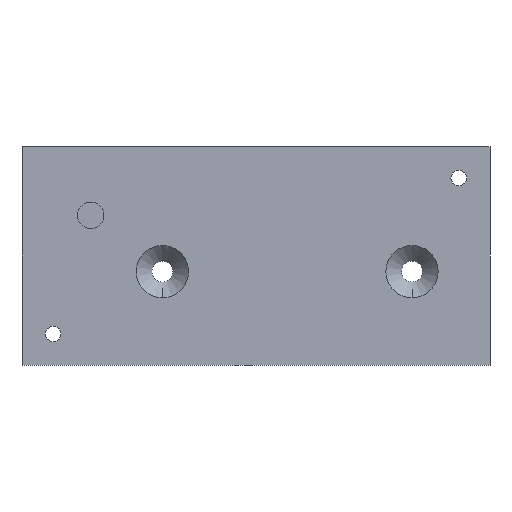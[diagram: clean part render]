
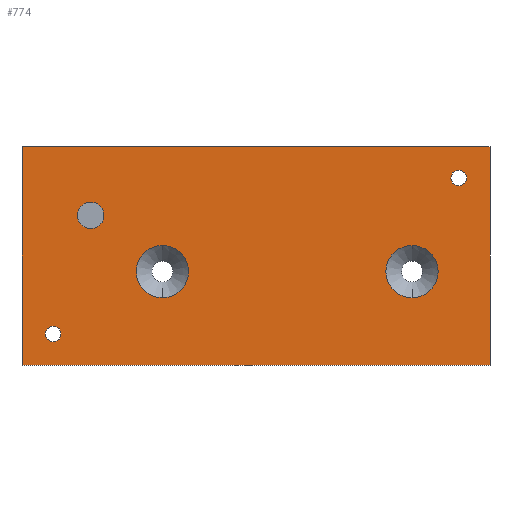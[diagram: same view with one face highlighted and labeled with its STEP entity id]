
A CAD part, front view. The second image highlights one B-rep face of the part: STEP entity #774.
In plain terms, the highlighted planar face has unit normal (0, -1, 0).
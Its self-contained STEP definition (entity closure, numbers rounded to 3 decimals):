
#12 = VERTEX_POINT ( 'NONE', #902 ) ;
#48 = VERTEX_POINT ( 'NONE', #1249 ) ;
#78 = ORIENTED_EDGE ( 'NONE', *, *, #93, .T. ) ;
#93 = EDGE_CURVE ( 'NONE', #649, #776, #1605, .T. ) ;
#120 = EDGE_CURVE ( 'NONE', #3008, #211, #1933, .T. ) ;
#126 = EDGE_CURVE ( 'NONE', #2608, #12, #1986, .T. ) ;
#129 = EDGE_LOOP ( 'NONE', ( #78, #447 ) ) ;
#135 = ORIENTED_EDGE ( 'NONE', *, *, #144, .F. ) ;
#144 = EDGE_CURVE ( 'NONE', #223, #162, #2194, .T. ) ;
#158 = ORIENTED_EDGE ( 'NONE', *, *, #501, .F. ) ;
#162 = VERTEX_POINT ( 'NONE', #2310 ) ;
#170 = VERTEX_POINT ( 'NONE', #2343 ) ;
#211 = VERTEX_POINT ( 'NONE', #2567 ) ;
#223 = VERTEX_POINT ( 'NONE', #2636 ) ;
#243 = EDGE_CURVE ( 'NONE', #576, #685, #2747, .T. ) ;
#277 = EDGE_LOOP ( 'NONE', ( #302, #158 ) ) ;
#278 = EDGE_CURVE ( 'NONE', #211, #223, #2870, .T. ) ;
#302 = ORIENTED_EDGE ( 'NONE', *, *, #313, .F. ) ;
#313 = EDGE_CURVE ( 'NONE', #48, #569, #1764, .T. ) ;
#354 = EDGE_LOOP ( 'NONE', ( #886, #1182 ) ) ;
#432 = EDGE_CURVE ( 'NONE', #170, #2315, #1029, .T. ) ;
#447 = ORIENTED_EDGE ( 'NONE', *, *, #452, .T. ) ;
#452 = EDGE_CURVE ( 'NONE', #776, #649, #1109, .T. ) ;
#454 = ORIENTED_EDGE ( 'NONE', *, *, #460, .T. ) ;
#460 = EDGE_CURVE ( 'NONE', #12, #2608, #1162, .T. ) ;
#463 = EDGE_LOOP ( 'NONE', ( #3052, #454 ) ) ;
#501 = EDGE_CURVE ( 'NONE', #569, #48, #1278, .T. ) ;
#540 = ORIENTED_EDGE ( 'NONE', *, *, #278, .F. ) ;
#569 = VERTEX_POINT ( 'NONE', #1505 ) ;
#576 = VERTEX_POINT ( 'NONE', #1537 ) ;
#642 = EDGE_LOOP ( 'NONE', ( #1920, #1687 ) ) ;
#649 = VERTEX_POINT ( 'NONE', #1879 ) ;
#685 = VERTEX_POINT ( 'NONE', #2070 ) ;
#774 = ADVANCED_FACE ( 'NONE', ( #2538, #2539, #2540, #2541, #2542, #2543 ), #2562, .F. ) ;
#776 = VERTEX_POINT ( 'NONE', #2568 ) ;
#886 = ORIENTED_EDGE ( 'NONE', *, *, #432, .T. ) ;
#901 = CARTESIAN_POINT ( 'NONE',  ( -65., 0., -22.5 ) ) ;
#902 = CARTESIAN_POINT ( 'NONE',  ( -65., 0., -27.5 ) ) ;
#1029 = CIRCLE ( 'NONE', #1034, 8.375 ) ;
#1034 = AXIS2_PLACEMENT_3D ( 'NONE', #1035, #1036, #1037 ) ;
#1035 = CARTESIAN_POINT ( 'NONE',  ( 50., 0., -5. ) ) ;
#1036 = DIRECTION ( 'NONE',  ( 0., 1., 0. ) ) ;
#1037 = DIRECTION ( 'NONE',  ( 0., 0., 1. ) ) ;
#1063 = CIRCLE ( 'NONE', #1064, 8.375 ) ;
#1064 = AXIS2_PLACEMENT_3D ( 'NONE', #1065, #1066, #1067 ) ;
#1065 = CARTESIAN_POINT ( 'NONE',  ( -30., 0., -5. ) ) ;
#1066 = DIRECTION ( 'NONE',  ( 0., 1., 0. ) ) ;
#1067 = DIRECTION ( 'NONE',  ( 0., 0., 1. ) ) ;
#1109 = CIRCLE ( 'NONE', #1114, 2.5 ) ;
#1114 = AXIS2_PLACEMENT_3D ( 'NONE', #1115, #1116, #1117 ) ;
#1115 = CARTESIAN_POINT ( 'NONE',  ( 65., 0., 25. ) ) ;
#1116 = DIRECTION ( 'NONE',  ( 0., 1., 0. ) ) ;
#1117 = DIRECTION ( 'NONE',  ( 0., 0., 1. ) ) ;
#1162 = CIRCLE ( 'NONE', #1165, 2.5 ) ;
#1165 = AXIS2_PLACEMENT_3D ( 'NONE', #1166, #1167, #1168 ) ;
#1166 = CARTESIAN_POINT ( 'NONE',  ( -65., 0., -25. ) ) ;
#1167 = DIRECTION ( 'NONE',  ( 0., 1., 0. ) ) ;
#1168 = DIRECTION ( 'NONE',  ( 0., 0., 1. ) ) ;
#1182 = ORIENTED_EDGE ( 'NONE', *, *, #1468, .T. ) ;
#1249 = CARTESIAN_POINT ( 'NONE',  ( -53., 0., 8.75 ) ) ;
#1278 = CIRCLE ( 'NONE', #1279, 4.25 ) ;
#1279 = AXIS2_PLACEMENT_3D ( 'NONE', #1280, #1281, #1282 ) ;
#1280 = CARTESIAN_POINT ( 'NONE',  ( -53., 0., 13. ) ) ;
#1281 = DIRECTION ( 'NONE',  ( 0., -1., 0. ) ) ;
#1282 = DIRECTION ( 'NONE',  ( 0., 0., -1. ) ) ;
#1306 = LINE ( 'NONE', #1307, #1311 ) ;
#1307 = CARTESIAN_POINT ( 'NONE',  ( 75., 0., -35. ) ) ;
#1311 = VECTOR ( 'NONE', #1312, 1000. ) ;
#1312 = DIRECTION ( 'NONE',  ( 0., 0., -1. ) ) ;
#1383 = CARTESIAN_POINT ( 'NONE',  ( 75., 0., -35. ) ) ;
#1468 = EDGE_CURVE ( 'NONE', #2315, #170, #2844, .T. ) ;
#1505 = CARTESIAN_POINT ( 'NONE',  ( -53., 0., 17.25 ) ) ;
#1537 = CARTESIAN_POINT ( 'NONE',  ( -30., 0., 3.375 ) ) ;
#1605 = CIRCLE ( 'NONE', #1606, 2.5 ) ;
#1606 = AXIS2_PLACEMENT_3D ( 'NONE', #1607, #1608, #1609 ) ;
#1607 = CARTESIAN_POINT ( 'NONE',  ( 65., 0., 25. ) ) ;
#1608 = DIRECTION ( 'NONE',  ( 0., 1., 0. ) ) ;
#1609 = DIRECTION ( 'NONE',  ( 0., 0., 1. ) ) ;
#1687 = ORIENTED_EDGE ( 'NONE', *, *, #243, .T. ) ;
#1764 = CIRCLE ( 'NONE', #1765, 4.25 ) ;
#1765 = AXIS2_PLACEMENT_3D ( 'NONE', #1766, #1767, #1768 ) ;
#1766 = CARTESIAN_POINT ( 'NONE',  ( -53., 0., 13. ) ) ;
#1767 = DIRECTION ( 'NONE',  ( 0., -1., 0. ) ) ;
#1768 = DIRECTION ( 'NONE',  ( 0., 0., -1. ) ) ;
#1863 = EDGE_LOOP ( 'NONE', ( #540, #1918, #2351, #135 ) ) ;
#1879 = CARTESIAN_POINT ( 'NONE',  ( 65., 0., 27.5 ) ) ;
#1918 = ORIENTED_EDGE ( 'NONE', *, *, #120, .F. ) ;
#1920 = ORIENTED_EDGE ( 'NONE', *, *, #2802, .T. ) ;
#1933 = LINE ( 'NONE', #1934, #1935 ) ;
#1934 = CARTESIAN_POINT ( 'NONE',  ( -75., 0., -35. ) ) ;
#1935 = VECTOR ( 'NONE', #1936, 1000. ) ;
#1936 = DIRECTION ( 'NONE',  ( -1., 0., 0. ) ) ;
#1986 = CIRCLE ( 'NONE', #1987, 2.5 ) ;
#1987 = AXIS2_PLACEMENT_3D ( 'NONE', #1988, #1989, #1990 ) ;
#1988 = CARTESIAN_POINT ( 'NONE',  ( -65., 0., -25. ) ) ;
#1989 = DIRECTION ( 'NONE',  ( 0., 1., 0. ) ) ;
#1990 = DIRECTION ( 'NONE',  ( 0., 0., 1. ) ) ;
#2070 = CARTESIAN_POINT ( 'NONE',  ( -30., 0., -13.375 ) ) ;
#2077 = CARTESIAN_POINT ( 'NONE',  ( 50., 0., 3.375 ) ) ;
#2194 = LINE ( 'NONE', #2195, #2196 ) ;
#2195 = CARTESIAN_POINT ( 'NONE',  ( -75., 0., 35. ) ) ;
#2196 = VECTOR ( 'NONE', #2197, 1000. ) ;
#2197 = DIRECTION ( 'NONE',  ( 1., 0., 0. ) ) ;
#2310 = CARTESIAN_POINT ( 'NONE',  ( 75., 0., 35. ) ) ;
#2315 = VERTEX_POINT ( 'NONE', #2077 ) ;
#2343 = CARTESIAN_POINT ( 'NONE',  ( 50., 0., -13.375 ) ) ;
#2351 = ORIENTED_EDGE ( 'NONE', *, *, #2996, .F. ) ;
#2538 = FACE_BOUND ( 'NONE', #354, .T. ) ;
#2539 = FACE_BOUND ( 'NONE', #642, .T. ) ;
#2540 = FACE_BOUND ( 'NONE', #277, .T. ) ;
#2541 = FACE_BOUND ( 'NONE', #463, .T. ) ;
#2542 = FACE_BOUND ( 'NONE', #129, .T. ) ;
#2543 = FACE_OUTER_BOUND ( 'NONE', #1863, .T. ) ;
#2562 = PLANE ( 'NONE',  #2563 ) ;
#2563 = AXIS2_PLACEMENT_3D ( 'NONE', #2564, #2565, #2566 ) ;
#2564 = CARTESIAN_POINT ( 'NONE',  ( -75., 0., -35. ) ) ;
#2565 = DIRECTION ( 'NONE',  ( 0., 1., 0. ) ) ;
#2566 = DIRECTION ( 'NONE',  ( 0., 0., 1. ) ) ;
#2567 = CARTESIAN_POINT ( 'NONE',  ( -75., 0., -35. ) ) ;
#2568 = CARTESIAN_POINT ( 'NONE',  ( 65., 0., 22.5 ) ) ;
#2608 = VERTEX_POINT ( 'NONE', #901 ) ;
#2636 = CARTESIAN_POINT ( 'NONE',  ( -75., 0., 35. ) ) ;
#2747 = CIRCLE ( 'NONE', #2749, 8.375 ) ;
#2749 = AXIS2_PLACEMENT_3D ( 'NONE', #2750, #2751, #2752 ) ;
#2750 = CARTESIAN_POINT ( 'NONE',  ( -30., 0., -5. ) ) ;
#2751 = DIRECTION ( 'NONE',  ( 0., 1., 0. ) ) ;
#2752 = DIRECTION ( 'NONE',  ( 0., 0., 1. ) ) ;
#2802 = EDGE_CURVE ( 'NONE', #685, #576, #1063, .T. ) ;
#2844 = CIRCLE ( 'NONE', #2845, 8.375 ) ;
#2845 = AXIS2_PLACEMENT_3D ( 'NONE', #2846, #2847, #2848 ) ;
#2846 = CARTESIAN_POINT ( 'NONE',  ( 50., 0., -5. ) ) ;
#2847 = DIRECTION ( 'NONE',  ( 0., 1., 0. ) ) ;
#2848 = DIRECTION ( 'NONE',  ( 0., 0., 1. ) ) ;
#2870 = LINE ( 'NONE', #2871, #2872 ) ;
#2871 = CARTESIAN_POINT ( 'NONE',  ( -75., 0., -35. ) ) ;
#2872 = VECTOR ( 'NONE', #2873, 1000. ) ;
#2873 = DIRECTION ( 'NONE',  ( 0., 0., 1. ) ) ;
#2996 = EDGE_CURVE ( 'NONE', #162, #3008, #1306, .T. ) ;
#3008 = VERTEX_POINT ( 'NONE', #1383 ) ;
#3052 = ORIENTED_EDGE ( 'NONE', *, *, #126, .T. ) ;
